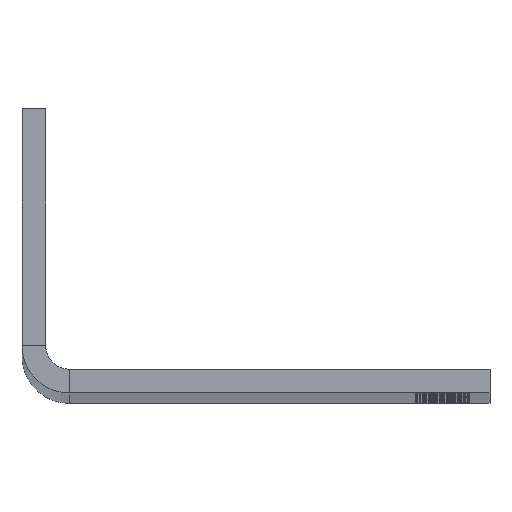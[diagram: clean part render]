
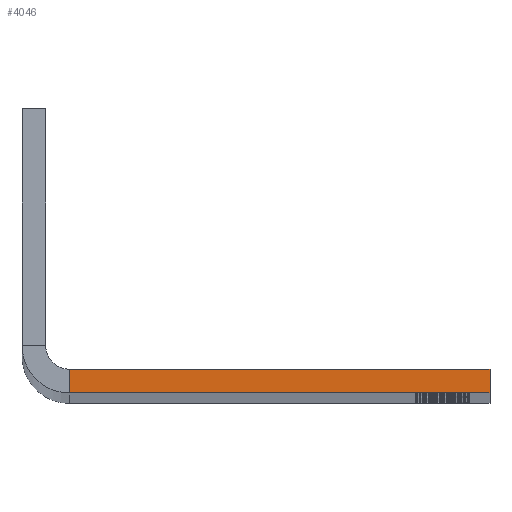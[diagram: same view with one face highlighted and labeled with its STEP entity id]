
A CAD part, top view. The second image highlights one B-rep face of the part: STEP entity #4046.
In plain terms, the highlighted planar face has unit normal (0, 0, 1).
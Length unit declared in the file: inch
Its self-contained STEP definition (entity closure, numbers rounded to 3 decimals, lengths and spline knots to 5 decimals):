
#37 = EDGE_CURVE ( 'NONE', #1764, #4458, #3753, .T. ) ;
#212 = DIRECTION ( 'NONE',  ( -1., 0., 0. ) ) ;
#237 = CARTESIAN_POINT ( 'NONE',  ( 2.344, -0.125, 0. ) ) ;
#316 = CARTESIAN_POINT ( 'NONE',  ( 0.125, -0.0625, 0. ) ) ;
#330 = AXIS2_PLACEMENT_3D ( 'NONE', #4501, #914, #2005 ) ;
#455 = EDGE_CURVE ( 'NONE', #4458, #699, #1955, .T. ) ;
#476 = ORIENTED_EDGE ( 'NONE', *, *, #1239, .F. ) ;
#603 = FACE_OUTER_BOUND ( 'NONE', #2334, .T. ) ;
#699 = VERTEX_POINT ( 'NONE', #3214 ) ;
#769 = DIRECTION ( 'NONE',  ( 0., -1., 0. ) ) ;
#855 = ORIENTED_EDGE ( 'NONE', *, *, #37, .F. ) ;
#914 = DIRECTION ( 'NONE',  ( 0., 0., -1. ) ) ;
#1192 = CARTESIAN_POINT ( 'NONE',  ( 2.344, -0.0625, 0. ) ) ;
#1239 = EDGE_CURVE ( 'NONE', #2897, #1764, #2148, .T. ) ;
#1596 = PLANE ( 'NONE',  #330 ) ;
#1665 = VECTOR ( 'NONE', #769, 39.37008 ) ;
#1764 = VERTEX_POINT ( 'NONE', #3322 ) ;
#1769 = DIRECTION ( 'NONE',  ( 0., 1., 0. ) ) ;
#1935 = CARTESIAN_POINT ( 'NONE',  ( 2.344, 0., 0. ) ) ;
#1955 = LINE ( 'NONE', #1192, #1665 ) ;
#2005 = DIRECTION ( 'NONE',  ( -1., 0., 0. ) ) ;
#2139 = CARTESIAN_POINT ( 'NONE',  ( 0.125, -0.125, 0. ) ) ;
#2148 = LINE ( 'NONE', #316, #2161 ) ;
#2161 = VECTOR ( 'NONE', #1769, 39.37008 ) ;
#2334 = EDGE_LOOP ( 'NONE', ( #4550, #4682, #855, #476 ) ) ;
#2386 = LINE ( 'NONE', #237, #4698 ) ;
#2897 = VERTEX_POINT ( 'NONE', #2139 ) ;
#3214 = CARTESIAN_POINT ( 'NONE',  ( 2.344, -0.125, 0. ) ) ;
#3322 = CARTESIAN_POINT ( 'NONE',  ( 0.125, 0., 0. ) ) ;
#3396 = DIRECTION ( 'NONE',  ( 1., 0., 0. ) ) ;
#3477 = VECTOR ( 'NONE', #3396, 39.37008 ) ;
#3753 = LINE ( 'NONE', #1935, #3477 ) ;
#4046 = ADVANCED_FACE ( 'NONE', ( #603 ), #1596, .F. ) ;
#4401 = CARTESIAN_POINT ( 'NONE',  ( 2.344, 0., 0. ) ) ;
#4458 = VERTEX_POINT ( 'NONE', #4401 ) ;
#4501 = CARTESIAN_POINT ( 'NONE',  ( 1.2345, -0.0625, 0. ) ) ;
#4539 = EDGE_CURVE ( 'NONE', #699, #2897, #2386, .T. ) ;
#4550 = ORIENTED_EDGE ( 'NONE', *, *, #4539, .F. ) ;
#4682 = ORIENTED_EDGE ( 'NONE', *, *, #455, .F. ) ;
#4698 = VECTOR ( 'NONE', #212, 39.37008 ) ;
